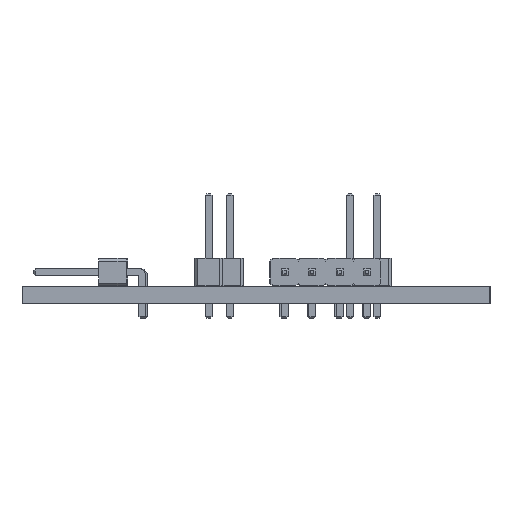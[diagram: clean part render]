
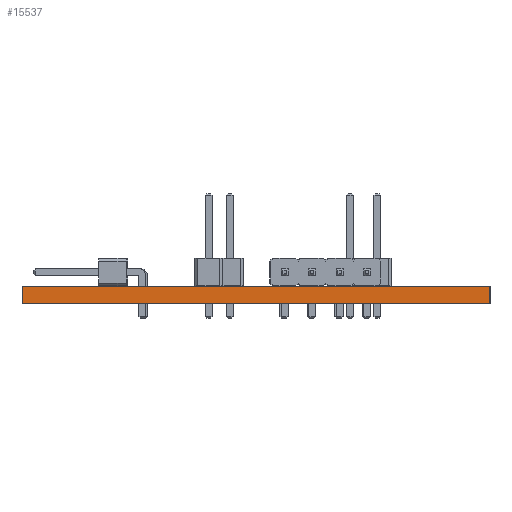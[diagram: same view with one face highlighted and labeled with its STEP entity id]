
A CAD part, left-side view. The second image highlights one B-rep face of the part: STEP entity #15537.
In plain terms, the highlighted planar face has unit normal (-1, 0, 0).
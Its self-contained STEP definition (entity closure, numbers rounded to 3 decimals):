
#15481 = VERTEX_POINT('',#15482);
#15482 = CARTESIAN_POINT('',(170.65,-78.65,1.6));
#15488 = EDGE_CURVE('',#15489,#15481,#15491,.T.);
#15489 = VERTEX_POINT('',#15490);
#15490 = CARTESIAN_POINT('',(170.65,-78.65,0.));
#15491 = LINE('',#15492,#15493);
#15492 = CARTESIAN_POINT('',(170.65,-78.65,0.));
#15493 = VECTOR('',#15494,1.);
#15494 = DIRECTION('',(0.,0.,1.));
#15537 = ADVANCED_FACE('',(#15538),#15563,.T.);
#15538 = FACE_BOUND('',#15539,.T.);
#15539 = EDGE_LOOP('',(#15540,#15541,#15549,#15557));
#15540 = ORIENTED_EDGE('',*,*,#15488,.T.);
#15541 = ORIENTED_EDGE('',*,*,#15542,.T.);
#15542 = EDGE_CURVE('',#15481,#15543,#15545,.T.);
#15543 = VERTEX_POINT('',#15544);
#15544 = CARTESIAN_POINT('',(170.65,-35.4,1.6));
#15545 = LINE('',#15546,#15547);
#15546 = CARTESIAN_POINT('',(170.65,-78.65,1.6));
#15547 = VECTOR('',#15548,1.);
#15548 = DIRECTION('',(0.,1.,0.));
#15549 = ORIENTED_EDGE('',*,*,#15550,.F.);
#15550 = EDGE_CURVE('',#15551,#15543,#15553,.T.);
#15551 = VERTEX_POINT('',#15552);
#15552 = CARTESIAN_POINT('',(170.65,-35.4,0.));
#15553 = LINE('',#15554,#15555);
#15554 = CARTESIAN_POINT('',(170.65,-35.4,0.));
#15555 = VECTOR('',#15556,1.);
#15556 = DIRECTION('',(0.,0.,1.));
#15557 = ORIENTED_EDGE('',*,*,#15558,.F.);
#15558 = EDGE_CURVE('',#15489,#15551,#15559,.T.);
#15559 = LINE('',#15560,#15561);
#15560 = CARTESIAN_POINT('',(170.65,-78.65,0.));
#15561 = VECTOR('',#15562,1.);
#15562 = DIRECTION('',(0.,1.,0.));
#15563 = PLANE('',#15564);
#15564 = AXIS2_PLACEMENT_3D('',#15565,#15566,#15567);
#15565 = CARTESIAN_POINT('',(170.65,-78.65,0.));
#15566 = DIRECTION('',(-1.,0.,0.));
#15567 = DIRECTION('',(0.,1.,0.));
